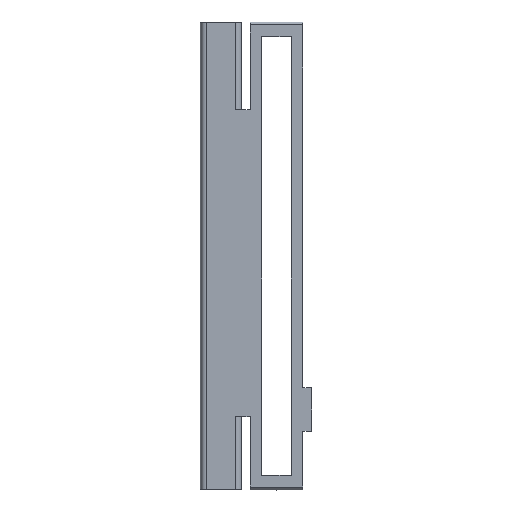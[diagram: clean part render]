
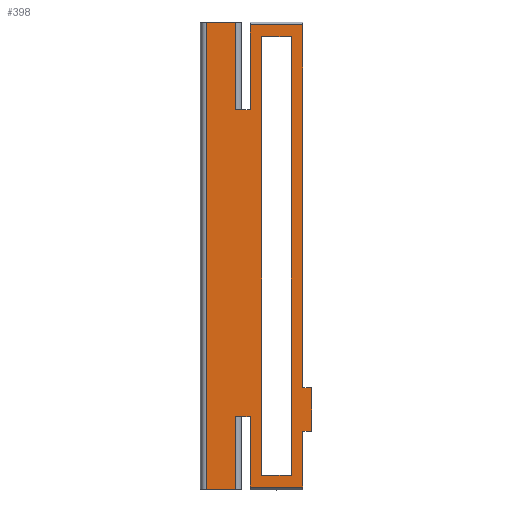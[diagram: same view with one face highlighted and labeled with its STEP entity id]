
A CAD part, top view. The second image highlights one B-rep face of the part: STEP entity #398.
In plain terms, the highlighted planar face has unit normal (0, 0, 1).
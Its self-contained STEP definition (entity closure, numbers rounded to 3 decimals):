
#2 = VECTOR ( 'NONE', #176, 1000. ) ;
#9 = ORIENTED_EDGE ( 'NONE', *, *, #1230, .F. ) ;
#15 = LINE ( 'NONE', #797, #947 ) ;
#17 = LINE ( 'NONE', #826, #128 ) ;
#42 = EDGE_CURVE ( 'NONE', #104, #259, #75, .T. ) ;
#49 = ORIENTED_EDGE ( 'NONE', *, *, #218, .F. ) ;
#52 = VECTOR ( 'NONE', #760, 1000. ) ;
#67 = EDGE_CURVE ( 'NONE', #524, #274, #1075, .T. ) ;
#75 = LINE ( 'NONE', #770, #807 ) ;
#82 = EDGE_CURVE ( 'NONE', #1194, #259, #163, .T. ) ;
#88 = DIRECTION ( 'NONE',  ( 0., -1., 0. ) ) ;
#90 = CARTESIAN_POINT ( 'NONE',  ( 0., 155., 4. ) ) ;
#96 = DIRECTION ( 'NONE',  ( 1., 0., 0. ) ) ;
#97 = DIRECTION ( 'NONE',  ( -1., 0., 0. ) ) ;
#104 = VERTEX_POINT ( 'NONE', #458 ) ;
#115 = ORIENTED_EDGE ( 'NONE', *, *, #67, .F. ) ;
#128 = VECTOR ( 'NONE', #931, 1000. ) ;
#129 = EDGE_CURVE ( 'NONE', #104, #208, #746, .T. ) ;
#139 = DIRECTION ( 'NONE',  ( 1., 0., 0. ) ) ;
#140 = CARTESIAN_POINT ( 'NONE',  ( 35., 35., 4. ) ) ;
#146 = CARTESIAN_POINT ( 'NONE',  ( 35., 159., 4. ) ) ;
#163 = LINE ( 'NONE', #360, #715 ) ;
#170 = EDGE_CURVE ( 'NONE', #661, #790, #791, .T. ) ;
#176 = DIRECTION ( 'NONE',  ( -1., 0., 0. ) ) ;
#194 = ORIENTED_EDGE ( 'NONE', *, *, #645, .T. ) ;
#195 = CARTESIAN_POINT ( 'NONE',  ( 12., 160., 4. ) ) ;
#201 = VECTOR ( 'NONE', #333, 1000. ) ;
#205 = CARTESIAN_POINT ( 'NONE',  ( 21., 0., 4. ) ) ;
#208 = VERTEX_POINT ( 'NONE', #392 ) ;
#218 = EDGE_CURVE ( 'NONE', #661, #623, #1114, .T. ) ;
#240 = DIRECTION ( 'NONE',  ( 0., -1., 0. ) ) ;
#244 = DIRECTION ( 'NONE',  ( 0., 1., 0. ) ) ;
#247 = CARTESIAN_POINT ( 'NONE',  ( 0., 25., 4. ) ) ;
#259 = VERTEX_POINT ( 'NONE', #1101 ) ;
#262 = CARTESIAN_POINT ( 'NONE',  ( 17., 25., 4. ) ) ;
#270 = CARTESIAN_POINT ( 'NONE',  ( 17., 0., 4. ) ) ;
#274 = VERTEX_POINT ( 'NONE', #399 ) ;
#275 = VECTOR ( 'NONE', #240, 1000. ) ;
#277 = VERTEX_POINT ( 'NONE', #1201 ) ;
#282 = VECTOR ( 'NONE', #1203, 1000. ) ;
#285 = EDGE_CURVE ( 'NONE', #524, #589, #338, .T. ) ;
#286 = CARTESIAN_POINT ( 'NONE',  ( 0., 160., 4. ) ) ;
#294 = VERTEX_POINT ( 'NONE', #801 ) ;
#295 = VECTOR ( 'NONE', #671, 1000. ) ;
#298 = ORIENTED_EDGE ( 'NONE', *, *, #129, .T. ) ;
#304 = LINE ( 'NONE', #1133, #339 ) ;
#314 = CARTESIAN_POINT ( 'NONE',  ( 35., 0., 4. ) ) ;
#324 = CARTESIAN_POINT ( 'NONE',  ( 2., 0., 4. ) ) ;
#325 = LINE ( 'NONE', #286, #884 ) ;
#332 = ORIENTED_EDGE ( 'NONE', *, *, #622, .T. ) ;
#333 = DIRECTION ( 'NONE',  ( -1., 0., 0. ) ) ;
#338 = LINE ( 'NONE', #505, #630 ) ;
#339 = VECTOR ( 'NONE', #453, 1000. ) ;
#343 = EDGE_CURVE ( 'NONE', #501, #952, #354, .T. ) ;
#344 = CARTESIAN_POINT ( 'NONE',  ( 21., 155., 4. ) ) ;
#348 = LINE ( 'NONE', #1159, #295 ) ;
#350 = EDGE_CURVE ( 'NONE', #294, #519, #651, .T. ) ;
#353 = VERTEX_POINT ( 'NONE', #933 ) ;
#354 = LINE ( 'NONE', #247, #201 ) ;
#359 = DIRECTION ( 'NONE',  ( 0., 1., 0. ) ) ;
#360 = CARTESIAN_POINT ( 'NONE',  ( 0., 1., 4. ) ) ;
#363 = CARTESIAN_POINT ( 'NONE',  ( 0., 20., 4. ) ) ;
#392 = CARTESIAN_POINT ( 'NONE',  ( 38., 20., 4. ) ) ;
#398 = ADVANCED_FACE ( 'NONE', ( #1154, #1145 ), #515, .T. ) ;
#399 = CARTESIAN_POINT ( 'NONE',  ( 17., 130., 4. ) ) ;
#405 = EDGE_LOOP ( 'NONE', ( #1155, #1210, #545, #298, #194, #986, #49, #469, #9, #115, #805, #982, #1144, #886, #332, #667 ) ) ;
#421 = ORIENTED_EDGE ( 'NONE', *, *, #905, .T. ) ;
#425 = CARTESIAN_POINT ( 'NONE',  ( 0., 0., 4. ) ) ;
#431 = EDGE_CURVE ( 'NONE', #792, #623, #825, .T. ) ;
#445 = EDGE_CURVE ( 'NONE', #1202, #277, #304, .T. ) ;
#447 = CARTESIAN_POINT ( 'NONE',  ( 2., 0., 4. ) ) ;
#453 = DIRECTION ( 'NONE',  ( -1., 0., 0. ) ) ;
#458 = CARTESIAN_POINT ( 'NONE',  ( 35., 20., 4. ) ) ;
#469 = ORIENTED_EDGE ( 'NONE', *, *, #170, .T. ) ;
#501 = VERTEX_POINT ( 'NONE', #262 ) ;
#505 = CARTESIAN_POINT ( 'NONE',  ( 12., 0., 4. ) ) ;
#515 = PLANE ( 'NONE',  #1233 ) ;
#519 = VERTEX_POINT ( 'NONE', #447 ) ;
#524 = VERTEX_POINT ( 'NONE', #656 ) ;
#544 = VERTEX_POINT ( 'NONE', #344 ) ;
#545 = ORIENTED_EDGE ( 'NONE', *, *, #42, .F. ) ;
#548 = DIRECTION ( 'NONE',  ( 1., 0., 0. ) ) ;
#557 = DIRECTION ( 'NONE',  ( -1., 0., 0. ) ) ;
#571 = VECTOR ( 'NONE', #921, 1000. ) ;
#579 = EDGE_CURVE ( 'NONE', #1194, #501, #907, .T. ) ;
#589 = VERTEX_POINT ( 'NONE', #195 ) ;
#602 = DIRECTION ( 'NONE',  ( 0., 1., 0. ) ) ;
#603 = VECTOR ( 'NONE', #359, 1000. ) ;
#617 = DIRECTION ( 'NONE',  ( 0., 0., 1. ) ) ;
#622 = EDGE_CURVE ( 'NONE', #353, #952, #971, .T. ) ;
#623 = VERTEX_POINT ( 'NONE', #140 ) ;
#630 = VECTOR ( 'NONE', #602, 1000. ) ;
#643 = VECTOR ( 'NONE', #557, 1000. ) ;
#645 = EDGE_CURVE ( 'NONE', #208, #792, #17, .T. ) ;
#646 = DIRECTION ( 'NONE',  ( -1., 0., 0. ) ) ;
#651 = LINE ( 'NONE', #324, #275 ) ;
#656 = CARTESIAN_POINT ( 'NONE',  ( 12., 130., 4. ) ) ;
#661 = VERTEX_POINT ( 'NONE', #146 ) ;
#663 = CARTESIAN_POINT ( 'NONE',  ( 0., 130., 4. ) ) ;
#667 = ORIENTED_EDGE ( 'NONE', *, *, #343, .F. ) ;
#671 = DIRECTION ( 'NONE',  ( 0., -1., 0. ) ) ;
#684 = CARTESIAN_POINT ( 'NONE',  ( 0., 159., 4. ) ) ;
#715 = VECTOR ( 'NONE', #548, 1000. ) ;
#727 = ORIENTED_EDGE ( 'NONE', *, *, #445, .T. ) ;
#734 = CARTESIAN_POINT ( 'NONE',  ( 0., 35., 4. ) ) ;
#746 = LINE ( 'NONE', #363, #1231 ) ;
#760 = DIRECTION ( 'NONE',  ( 1., 0., 0. ) ) ;
#770 = CARTESIAN_POINT ( 'NONE',  ( 35., 0., 4. ) ) ;
#778 = VECTOR ( 'NONE', #97, 1000. ) ;
#781 = VERTEX_POINT ( 'NONE', #1134 ) ;
#790 = VERTEX_POINT ( 'NONE', #832 ) ;
#791 = LINE ( 'NONE', #684, #778 ) ;
#792 = VERTEX_POINT ( 'NONE', #1139 ) ;
#797 = CARTESIAN_POINT ( 'NONE',  ( 17., 0., 4. ) ) ;
#801 = CARTESIAN_POINT ( 'NONE',  ( 2., 160., 4. ) ) ;
#805 = ORIENTED_EDGE ( 'NONE', *, *, #285, .T. ) ;
#806 = ORIENTED_EDGE ( 'NONE', *, *, #1200, .F. ) ;
#807 = VECTOR ( 'NONE', #88, 1000. ) ;
#825 = LINE ( 'NONE', #734, #1175 ) ;
#826 = CARTESIAN_POINT ( 'NONE',  ( 38., 0., 4. ) ) ;
#832 = CARTESIAN_POINT ( 'NONE',  ( 17., 159., 4. ) ) ;
#861 = CARTESIAN_POINT ( 'NONE',  ( 12., 25., 4. ) ) ;
#879 = EDGE_CURVE ( 'NONE', #294, #589, #325, .T. ) ;
#884 = VECTOR ( 'NONE', #96, 1000. ) ;
#886 = ORIENTED_EDGE ( 'NONE', *, *, #951, .F. ) ;
#902 = CARTESIAN_POINT ( 'NONE',  ( 31., 5., 4. ) ) ;
#905 = EDGE_CURVE ( 'NONE', #781, #1202, #348, .T. ) ;
#907 = LINE ( 'NONE', #270, #603 ) ;
#912 = DIRECTION ( 'NONE',  ( 0., 1., 0. ) ) ;
#920 = EDGE_CURVE ( 'NONE', #781, #544, #949, .T. ) ;
#921 = DIRECTION ( 'NONE',  ( 0., -1., 0. ) ) ;
#926 = VECTOR ( 'NONE', #244, 1000. ) ;
#931 = DIRECTION ( 'NONE',  ( 0., 1., 0. ) ) ;
#933 = CARTESIAN_POINT ( 'NONE',  ( 12., 0., 4. ) ) ;
#947 = VECTOR ( 'NONE', #912, 1000. ) ;
#949 = LINE ( 'NONE', #90, #2 ) ;
#951 = EDGE_CURVE ( 'NONE', #353, #519, #978, .T. ) ;
#952 = VERTEX_POINT ( 'NONE', #861 ) ;
#971 = LINE ( 'NONE', #1120, #926 ) ;
#978 = LINE ( 'NONE', #1150, #643 ) ;
#979 = EDGE_LOOP ( 'NONE', ( #421, #727, #806, #1184 ) ) ;
#982 = ORIENTED_EDGE ( 'NONE', *, *, #879, .F. ) ;
#986 = ORIENTED_EDGE ( 'NONE', *, *, #431, .T. ) ;
#993 = DIRECTION ( 'NONE',  ( 1., 0., 0. ) ) ;
#1075 = LINE ( 'NONE', #663, #52 ) ;
#1101 = CARTESIAN_POINT ( 'NONE',  ( 35., 1., 4. ) ) ;
#1114 = LINE ( 'NONE', #314, #571 ) ;
#1120 = CARTESIAN_POINT ( 'NONE',  ( 12., 0., 4. ) ) ;
#1133 = CARTESIAN_POINT ( 'NONE',  ( 0., 5., 4. ) ) ;
#1134 = CARTESIAN_POINT ( 'NONE',  ( 31., 155., 4. ) ) ;
#1136 = LINE ( 'NONE', #205, #282 ) ;
#1139 = CARTESIAN_POINT ( 'NONE',  ( 38., 35., 4. ) ) ;
#1144 = ORIENTED_EDGE ( 'NONE', *, *, #350, .T. ) ;
#1145 = FACE_OUTER_BOUND ( 'NONE', #405, .T. ) ;
#1150 = CARTESIAN_POINT ( 'NONE',  ( 0., 0., 4. ) ) ;
#1154 = FACE_BOUND ( 'NONE', #979, .T. ) ;
#1155 = ORIENTED_EDGE ( 'NONE', *, *, #579, .F. ) ;
#1159 = CARTESIAN_POINT ( 'NONE',  ( 31., 0., 4. ) ) ;
#1175 = VECTOR ( 'NONE', #646, 1000. ) ;
#1178 = CARTESIAN_POINT ( 'NONE',  ( 17., 1., 4. ) ) ;
#1184 = ORIENTED_EDGE ( 'NONE', *, *, #920, .F. ) ;
#1194 = VERTEX_POINT ( 'NONE', #1178 ) ;
#1200 = EDGE_CURVE ( 'NONE', #544, #277, #1136, .T. ) ;
#1201 = CARTESIAN_POINT ( 'NONE',  ( 21., 5., 4. ) ) ;
#1202 = VERTEX_POINT ( 'NONE', #902 ) ;
#1203 = DIRECTION ( 'NONE',  ( 0., -1., 0. ) ) ;
#1210 = ORIENTED_EDGE ( 'NONE', *, *, #82, .T. ) ;
#1230 = EDGE_CURVE ( 'NONE', #274, #790, #15, .T. ) ;
#1231 = VECTOR ( 'NONE', #993, 1000. ) ;
#1233 = AXIS2_PLACEMENT_3D ( 'NONE', #425, #617, #139 ) ;
